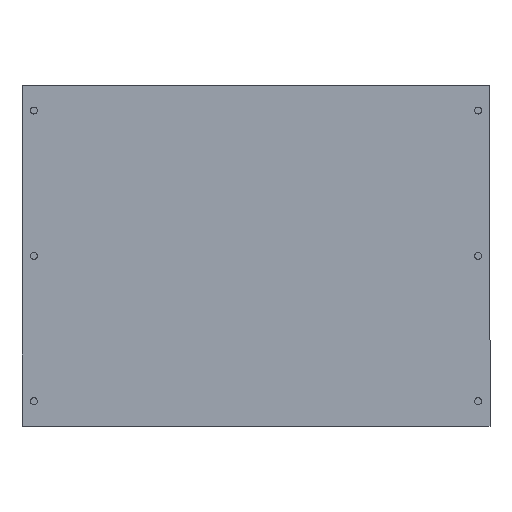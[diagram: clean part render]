
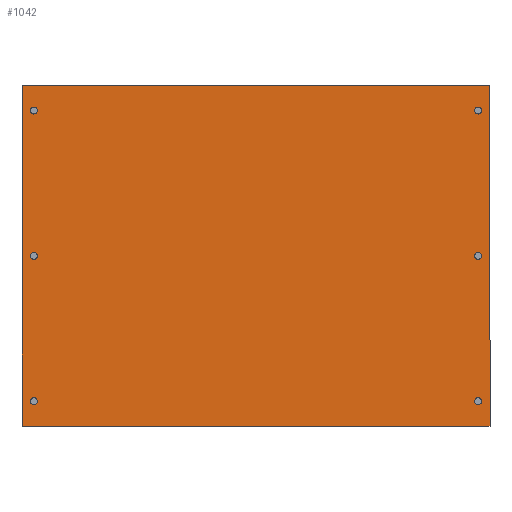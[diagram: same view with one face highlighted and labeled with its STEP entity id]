
A CAD part, top view. The second image highlights one B-rep face of the part: STEP entity #1042.
In plain terms, the highlighted planar face has unit normal (0, 0, 1).
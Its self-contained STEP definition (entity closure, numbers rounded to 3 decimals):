
#118=CARTESIAN_POINT('',(111.687,-196.701,112.5));
#119=VERTEX_POINT('',#118);
#120=CARTESIAN_POINT('',(108.728,-196.701,112.5));
#121=DIRECTION('',(0.0,0.0,-1.0));
#122=DIRECTION('',(1.0,0.0,0.0));
#123=AXIS2_PLACEMENT_3D('',#120,#121,#122);
#124=CIRCLE('',#123,2.959);
#125=EDGE_CURVE('',#119,#119,#124,.T.);
#146=CARTESIAN_POINT('',(-264.313,-196.701,112.5));
#147=VERTEX_POINT('',#146);
#148=CARTESIAN_POINT('',(-267.272,-196.701,112.5));
#149=DIRECTION('',(0.0,0.0,-1.0));
#150=DIRECTION('',(1.0,0.0,0.0));
#151=AXIS2_PLACEMENT_3D('',#148,#149,#150);
#152=CIRCLE('',#151,2.959);
#153=EDGE_CURVE('',#147,#147,#152,.T.);
#174=CARTESIAN_POINT('',(111.687,-73.701,112.5));
#175=VERTEX_POINT('',#174);
#176=CARTESIAN_POINT('',(108.728,-73.701,112.5));
#177=DIRECTION('',(0.0,0.0,-1.0));
#178=DIRECTION('',(1.0,0.0,0.0));
#179=AXIS2_PLACEMENT_3D('',#176,#177,#178);
#180=CIRCLE('',#179,2.959);
#181=EDGE_CURVE('',#175,#175,#180,.T.);
#202=CARTESIAN_POINT('',(-264.313,-73.701,112.5));
#203=VERTEX_POINT('',#202);
#204=CARTESIAN_POINT('',(-267.272,-73.701,112.5));
#205=DIRECTION('',(0.0,0.0,-1.0));
#206=DIRECTION('',(1.0,0.0,0.0));
#207=AXIS2_PLACEMENT_3D('',#204,#205,#206);
#208=CIRCLE('',#207,2.959);
#209=EDGE_CURVE('',#203,#203,#208,.T.);
#230=CARTESIAN_POINT('',(111.687,49.299,112.5));
#231=VERTEX_POINT('',#230);
#232=CARTESIAN_POINT('',(108.728,49.299,112.5));
#233=DIRECTION('',(0.0,0.0,-1.0));
#234=DIRECTION('',(1.0,0.0,0.0));
#235=AXIS2_PLACEMENT_3D('',#232,#233,#234);
#236=CIRCLE('',#235,2.959);
#237=EDGE_CURVE('',#231,#231,#236,.T.);
#258=CARTESIAN_POINT('',(-264.313,49.299,112.5));
#259=VERTEX_POINT('',#258);
#260=CARTESIAN_POINT('',(-267.272,49.299,112.5));
#261=DIRECTION('',(0.0,0.0,-1.0));
#262=DIRECTION('',(1.0,0.0,0.0));
#263=AXIS2_PLACEMENT_3D('',#260,#261,#262);
#264=CIRCLE('',#263,2.959);
#265=EDGE_CURVE('',#259,#259,#264,.T.);
#946=CARTESIAN_POINT('',(118.728,70.299,112.5));
#947=VERTEX_POINT('',#946);
#948=CARTESIAN_POINT('',(118.728,-217.701,112.5));
#949=VERTEX_POINT('',#948);
#950=CARTESIAN_POINT('',(118.728,70.299,112.5));
#951=DIRECTION('',(0.0,-1.0,0.0));
#952=VECTOR('',#951,288.);
#953=LINE('',#950,#952);
#954=EDGE_CURVE('',#947,#949,#953,.T.);
#977=CARTESIAN_POINT('',(-277.272,-217.701,112.5));
#978=VERTEX_POINT('',#977);
#979=CARTESIAN_POINT('',(-277.272,70.299,112.5));
#980=VERTEX_POINT('',#979);
#981=CARTESIAN_POINT('',(-277.272,-217.701,112.5));
#982=DIRECTION('',(0.0,1.0,0.0));
#983=VECTOR('',#982,288.0);
#984=LINE('',#981,#983);
#985=EDGE_CURVE('',#978,#980,#984,.T.);
#1003=CARTESIAN_POINT('',(-79.272,-73.701,112.5));
#1004=DIRECTION('',(0.0,0.0,1.0));
#1005=DIRECTION('',(1.0,0.0,0.0));
#1006=AXIS2_PLACEMENT_3D('',#1003,#1004,#1005);
#1007=PLANE('',#1006);
#1008=ORIENTED_EDGE('',*,*,#954,.F.);
#1009=CARTESIAN_POINT('',(-277.272,70.299,112.5));
#1010=DIRECTION('',(1.0,0.0,0.0));
#1011=VECTOR('',#1010,396.0);
#1012=LINE('',#1009,#1011);
#1013=EDGE_CURVE('',#980,#947,#1012,.T.);
#1014=ORIENTED_EDGE('',*,*,#1013,.F.);
#1015=ORIENTED_EDGE('',*,*,#985,.F.);
#1016=CARTESIAN_POINT('',(118.728,-217.701,112.5));
#1017=DIRECTION('',(-1.0,0.0,0.0));
#1018=VECTOR('',#1017,396.0);
#1019=LINE('',#1016,#1018);
#1020=EDGE_CURVE('',#949,#978,#1019,.T.);
#1021=ORIENTED_EDGE('',*,*,#1020,.F.);
#1022=EDGE_LOOP('',(#1008,#1014,#1015,#1021));
#1023=FACE_OUTER_BOUND('',#1022,.T.);
#1024=ORIENTED_EDGE('',*,*,#125,.T.);
#1025=EDGE_LOOP('',(#1024));
#1026=FACE_BOUND('',#1025,.T.);
#1027=ORIENTED_EDGE('',*,*,#153,.T.);
#1028=EDGE_LOOP('',(#1027));
#1029=FACE_BOUND('',#1028,.T.);
#1030=ORIENTED_EDGE('',*,*,#181,.T.);
#1031=EDGE_LOOP('',(#1030));
#1032=FACE_BOUND('',#1031,.T.);
#1033=ORIENTED_EDGE('',*,*,#209,.T.);
#1034=EDGE_LOOP('',(#1033));
#1035=FACE_BOUND('',#1034,.T.);
#1036=ORIENTED_EDGE('',*,*,#237,.T.);
#1037=EDGE_LOOP('',(#1036));
#1038=FACE_BOUND('',#1037,.T.);
#1039=ORIENTED_EDGE('',*,*,#265,.T.);
#1040=EDGE_LOOP('',(#1039));
#1041=FACE_BOUND('',#1040,.T.);
#1042=ADVANCED_FACE('',(#1023,#1026,#1029,#1032,#1035,#1038,#1041),#1007,.T.);
